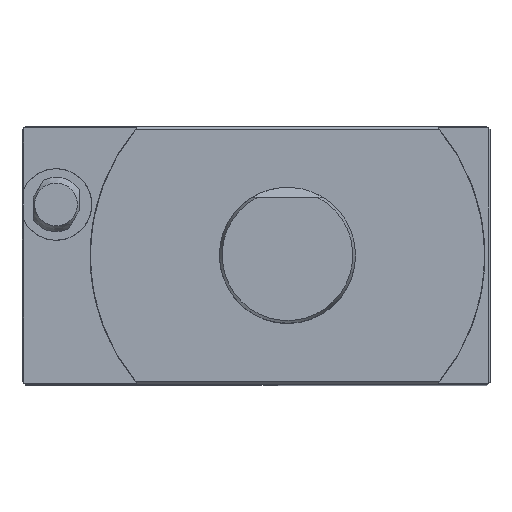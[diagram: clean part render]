
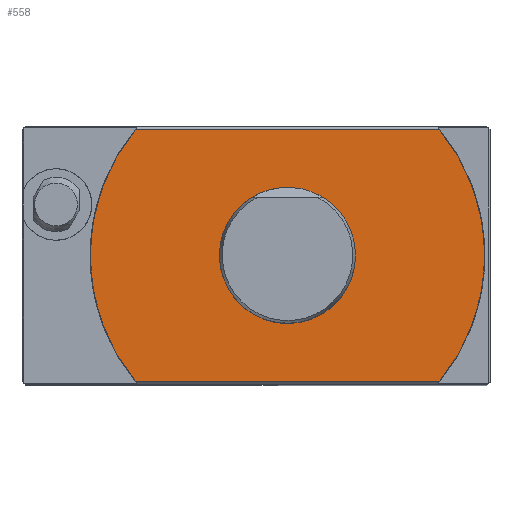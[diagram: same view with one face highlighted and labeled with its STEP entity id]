
A CAD part, top view. The second image highlights one B-rep face of the part: STEP entity #558.
In plain terms, the highlighted planar face has unit normal (0, 0, 1).
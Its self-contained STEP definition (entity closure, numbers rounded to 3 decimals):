
#112=LINE('',#3381,#272);
#116=LINE('',#3395,#276);
#272=VECTOR('',#2497,1.);
#276=VECTOR('',#2511,1.);
#461=FACE_BOUND('',#889,.T.);
#462=FACE_BOUND('',#890,.T.);
#558=ADVANCED_FACE('',(#461,#462),#685,.T.);
#685=PLANE('',#2216);
#889=EDGE_LOOP('',(#1095,#1096,#1097,#1098));
#890=EDGE_LOOP('',(#1099));
#1095=ORIENTED_EDGE('',*,*,#1847,.F.);
#1096=ORIENTED_EDGE('',*,*,#1842,.T.);
#1097=ORIENTED_EDGE('',*,*,#1848,.F.);
#1098=ORIENTED_EDGE('',*,*,#1849,.T.);
#1099=ORIENTED_EDGE('',*,*,#1825,.T.);
#1629=VERTEX_POINT('',#3346);
#1643=VERTEX_POINT('',#3380);
#1644=VERTEX_POINT('',#3382);
#1647=VERTEX_POINT('',#3392);
#1648=VERTEX_POINT('',#3394);
#1825=EDGE_CURVE('',#1629,#1629,#2104,.T.);
#1842=EDGE_CURVE('',#1644,#1643,#112,.T.);
#1847=EDGE_CURVE('',#1644,#1647,#2105,.T.);
#1848=EDGE_CURVE('',#1648,#1643,#2106,.T.);
#1849=EDGE_CURVE('',#1648,#1647,#116,.T.);
#2104=CIRCLE('',#2205,19.634);
#2105=CIRCLE('',#2214,58.);
#2106=CIRCLE('',#2215,58.);
#2205=AXIS2_PLACEMENT_3D('',#3345,#2470,#2471);
#2214=AXIS2_PLACEMENT_3D('',#3391,#2507,#2508);
#2215=AXIS2_PLACEMENT_3D('',#3393,#2509,#2510);
#2216=AXIS2_PLACEMENT_3D('',#3396,#2512,#2513);
#2470=DIRECTION('',(0.,0.,-1.));
#2471=DIRECTION('',(0.,1.,0.));
#2497=DIRECTION('',(1.,0.,0.));
#2507=DIRECTION('',(0.,0.,-1.));
#2508=DIRECTION('',(1.,0.,0.));
#2509=DIRECTION('',(0.,0.,-1.));
#2510=DIRECTION('',(1.,0.,0.));
#2511=DIRECTION('',(-1.,0.,0.));
#2512=DIRECTION('',(0.,0.,1.));
#2513=DIRECTION('',(0.,1.,0.));
#3345=CARTESIAN_POINT('',(0.,0.,0.));
#3346=CARTESIAN_POINT('',(0.,19.634,0.));
#3380=CARTESIAN_POINT('',(44.665,-37.,0.));
#3381=CARTESIAN_POINT('',(59.5,-37.,0.));
#3382=CARTESIAN_POINT('',(-44.665,-37.,0.));
#3391=CARTESIAN_POINT('',(0.,0.,0.));
#3392=CARTESIAN_POINT('',(-44.665,37.,0.));
#3393=CARTESIAN_POINT('',(0.,0.,0.));
#3394=CARTESIAN_POINT('',(44.665,37.,0.));
#3395=CARTESIAN_POINT('',(-43.818,37.,0.));
#3396=CARTESIAN_POINT('',(59.5,38.,0.));
